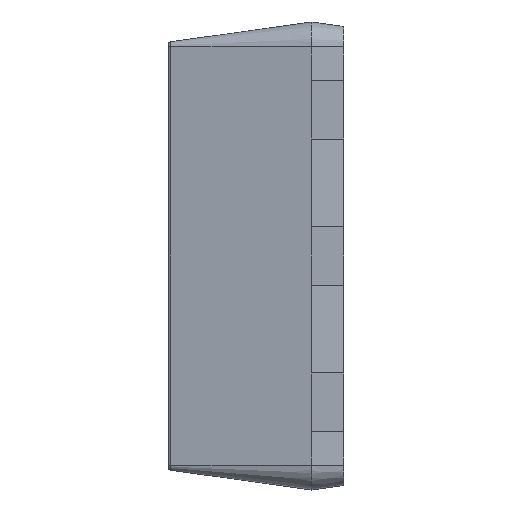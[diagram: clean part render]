
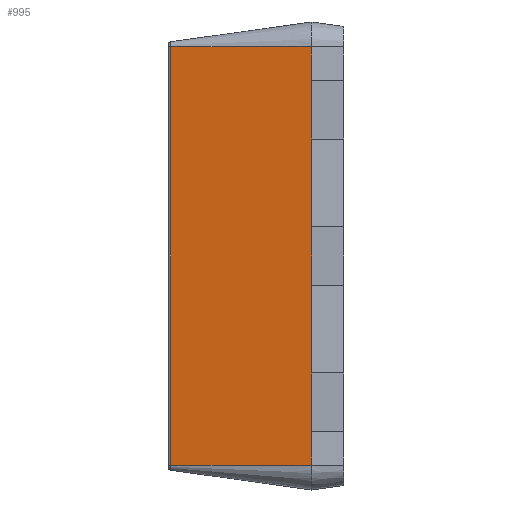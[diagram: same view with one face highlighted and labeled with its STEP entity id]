
A CAD part, left-side view. The second image highlights one B-rep face of the part: STEP entity #995.
In plain terms, the highlighted planar face has unit normal (-0.99, 0.139, 0).
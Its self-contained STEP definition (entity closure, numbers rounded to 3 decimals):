
#40 = VERTEX_POINT ( 'NONE', #1388 ) ;
#102 = CARTESIAN_POINT ( 'NONE',  ( -0.532, 0.591, -0.715 ) ) ;
#135 = CARTESIAN_POINT ( 'NONE',  ( -0.6, 0.11, 0.715 ) ) ;
#173 = VERTEX_POINT ( 'NONE', #2029 ) ;
#188 = CARTESIAN_POINT ( 'NONE',  ( -0.6, 0.11, 0.1 ) ) ;
#194 = EDGE_CURVE ( 'NONE', #2541, #2118, #1180, .T. ) ;
#197 = VERTEX_POINT ( 'NONE', #826 ) ;
#228 = ORIENTED_EDGE ( 'NONE', *, *, #2510, .T. ) ;
#254 = ORIENTED_EDGE ( 'NONE', *, *, #2762, .T. ) ;
#265 = EDGE_CURVE ( 'NONE', #1103, #1420, #1757, .T. ) ;
#436 = ORIENTED_EDGE ( 'NONE', *, *, #1674, .T. ) ;
#532 = VECTOR ( 'NONE', #1853, 1000. ) ;
#545 = DIRECTION ( 'NONE',  ( 0., 0., -1. ) ) ;
#589 = DIRECTION ( 'NONE',  ( -0.139, -0.99, 0. ) ) ;
#634 = DIRECTION ( 'NONE',  ( 0., 0., 1. ) ) ;
#680 = VECTOR ( 'NONE', #2682, 1000. ) ;
#714 = LINE ( 'NONE', #992, #2379 ) ;
#734 = VECTOR ( 'NONE', #545, 1000. ) ;
#744 = EDGE_CURVE ( 'NONE', #173, #2208, #714, .T. ) ;
#785 = DIRECTION ( 'NONE',  ( 0., 0., 1. ) ) ;
#798 = ORIENTED_EDGE ( 'NONE', *, *, #2433, .T. ) ;
#809 = LINE ( 'NONE', #1634, #532 ) ;
#822 = EDGE_CURVE ( 'NONE', #197, #1804, #2556, .T. ) ;
#826 = CARTESIAN_POINT ( 'NONE',  ( -0.6, 0.11, -0.1 ) ) ;
#953 = ORIENTED_EDGE ( 'NONE', *, *, #2003, .F. ) ;
#992 = CARTESIAN_POINT ( 'NONE',  ( -0.6, 0.11, -0.715 ) ) ;
#995 = ADVANCED_FACE ( 'NONE', ( #1721 ), #1024, .T. ) ;
#1024 = PLANE ( 'NONE',  #2126 ) ;
#1059 = DIRECTION ( 'NONE',  ( -0.139, -0.99, 0. ) ) ;
#1084 = CARTESIAN_POINT ( 'NONE',  ( -0.6, 0.11, -0.6 ) ) ;
#1103 = VERTEX_POINT ( 'NONE', #1084 ) ;
#1180 = LINE ( 'NONE', #2523, #1727 ) ;
#1247 = CARTESIAN_POINT ( 'NONE',  ( -0.6, 0.11, -0.715 ) ) ;
#1258 = VERTEX_POINT ( 'NONE', #2549 ) ;
#1293 = LINE ( 'NONE', #102, #734 ) ;
#1348 = VECTOR ( 'NONE', #1513, 1000. ) ;
#1388 = CARTESIAN_POINT ( 'NONE',  ( -0.6, 0.11, 0.4 ) ) ;
#1414 = ORIENTED_EDGE ( 'NONE', *, *, #2376, .T. ) ;
#1420 = VERTEX_POINT ( 'NONE', #2294 ) ;
#1445 = DIRECTION ( 'NONE',  ( 0., 0., 1. ) ) ;
#1468 = ORIENTED_EDGE ( 'NONE', *, *, #822, .T. ) ;
#1470 = CARTESIAN_POINT ( 'NONE',  ( -0.6, 0.11, 0.715 ) ) ;
#1502 = CARTESIAN_POINT ( 'NONE',  ( -0.6, 0.11, 0.715 ) ) ;
#1513 = DIRECTION ( 'NONE',  ( 0., 0., 1. ) ) ;
#1580 = LINE ( 'NONE', #2237, #1740 ) ;
#1634 = CARTESIAN_POINT ( 'NONE',  ( -0.6, 0.11, 0.715 ) ) ;
#1636 = DIRECTION ( 'NONE',  ( -0.99, 0.139, 0. ) ) ;
#1674 = EDGE_CURVE ( 'NONE', #40, #2541, #2747, .T. ) ;
#1721 = FACE_OUTER_BOUND ( 'NONE', #2156, .T. ) ;
#1727 = VECTOR ( 'NONE', #1445, 1000. ) ;
#1740 = VECTOR ( 'NONE', #785, 1000. ) ;
#1757 = LINE ( 'NONE', #2132, #1348 ) ;
#1804 = VERTEX_POINT ( 'NONE', #188 ) ;
#1853 = DIRECTION ( 'NONE',  ( 0., 0., 1. ) ) ;
#1858 = ORIENTED_EDGE ( 'NONE', *, *, #744, .T. ) ;
#1917 = CARTESIAN_POINT ( 'NONE',  ( -0.6, 0.11, 0.6 ) ) ;
#1958 = VECTOR ( 'NONE', #1059, 1000. ) ;
#1971 = ORIENTED_EDGE ( 'NONE', *, *, #265, .T. ) ;
#1994 = VECTOR ( 'NONE', #634, 1000. ) ;
#2003 = EDGE_CURVE ( 'NONE', #1258, #2118, #2474, .T. ) ;
#2029 = CARTESIAN_POINT ( 'NONE',  ( -0.532, 0.591, -0.715 ) ) ;
#2067 = CARTESIAN_POINT ( 'NONE',  ( -0.6, 0.11, 0.715 ) ) ;
#2118 = VERTEX_POINT ( 'NONE', #1502 ) ;
#2126 = AXIS2_PLACEMENT_3D ( 'NONE', #1247, #1636, #589 ) ;
#2132 = CARTESIAN_POINT ( 'NONE',  ( -0.6, 0.11, 0.715 ) ) ;
#2156 = EDGE_LOOP ( 'NONE', ( #953, #254, #1858, #798, #1971, #228, #1468, #1414, #436, #2343 ) ) ;
#2208 = VERTEX_POINT ( 'NONE', #2408 ) ;
#2237 = CARTESIAN_POINT ( 'NONE',  ( -0.6, 0.11, 0.715 ) ) ;
#2294 = CARTESIAN_POINT ( 'NONE',  ( -0.6, 0.11, -0.4 ) ) ;
#2306 = DIRECTION ( 'NONE',  ( 0., 0., 1. ) ) ;
#2324 = LINE ( 'NONE', #2744, #1994 ) ;
#2343 = ORIENTED_EDGE ( 'NONE', *, *, #194, .T. ) ;
#2376 = EDGE_CURVE ( 'NONE', #1804, #40, #1580, .T. ) ;
#2379 = VECTOR ( 'NONE', #2524, 1000. ) ;
#2408 = CARTESIAN_POINT ( 'NONE',  ( -0.6, 0.11, -0.715 ) ) ;
#2433 = EDGE_CURVE ( 'NONE', #2208, #1103, #809, .T. ) ;
#2474 = LINE ( 'NONE', #1470, #1958 ) ;
#2510 = EDGE_CURVE ( 'NONE', #1420, #197, #2324, .T. ) ;
#2523 = CARTESIAN_POINT ( 'NONE',  ( -0.6, 0.11, 0.715 ) ) ;
#2524 = DIRECTION ( 'NONE',  ( -0.139, -0.99, 0. ) ) ;
#2541 = VERTEX_POINT ( 'NONE', #1917 ) ;
#2549 = CARTESIAN_POINT ( 'NONE',  ( -0.532, 0.591, 0.715 ) ) ;
#2556 = LINE ( 'NONE', #2067, #2624 ) ;
#2624 = VECTOR ( 'NONE', #2306, 1000. ) ;
#2682 = DIRECTION ( 'NONE',  ( 0., 0., 1. ) ) ;
#2744 = CARTESIAN_POINT ( 'NONE',  ( -0.6, 0.11, 0.715 ) ) ;
#2747 = LINE ( 'NONE', #135, #680 ) ;
#2762 = EDGE_CURVE ( 'NONE', #1258, #173, #1293, .T. ) ;
